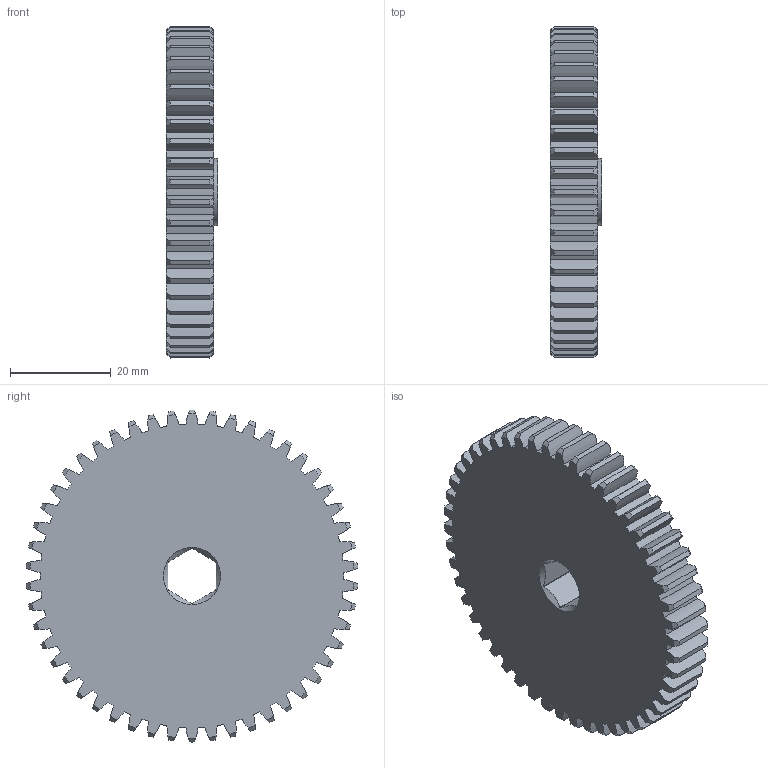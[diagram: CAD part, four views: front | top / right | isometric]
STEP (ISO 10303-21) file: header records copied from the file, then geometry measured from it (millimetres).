
FILE_DESCRIPTION (( 'STEP AP214' ), '1' );
FILE_NAME ('am-0149 50T 20dp 375hex Gear REV3.STEP', '2021-07-12T13:26:07', ( '' ), ( '' ), 'SwSTEP 2.0', 'SolidWorks 2021', '' );
FILE_SCHEMA (( 'AUTOMOTIVE_DESIGN' ));
Length unit declared in the file: inch
Products named in the file (1): am-0149 50T 20dp 375hex Gear REV3
Bounding box: 10.16 x 65.97 x 66.04 mm (x, y, z)
Volume: 28588.9 mm3; surface area: 10223.6 mm2
Topology: 1 solids, 1 shells, 318 faces, 946 edges, 631 vertices
Faces by surface type: cylinder 207, cone 102, plane 9
Full cylindrical faces by diameter (mm): 13.335 x1
Entity records: 11408 total; most frequent: CARTESIAN_POINT 2799, ORIENTED_EDGE 1880, DIRECTION 1858, EDGE_CURVE 940, AXIS2_PLACEMENT_3D 823, VERTEX_POINT 628, CIRCLE 504, EDGE_LOOP 324
